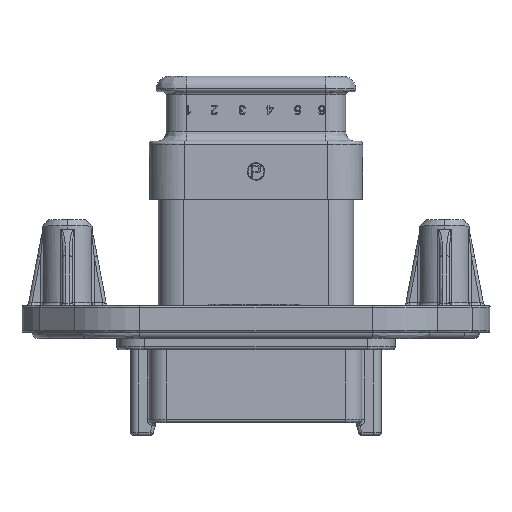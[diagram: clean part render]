
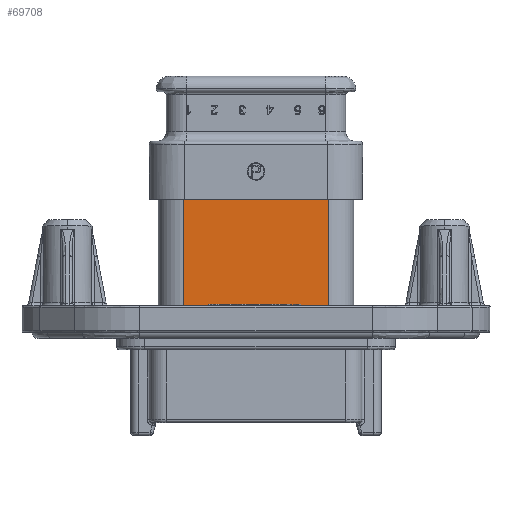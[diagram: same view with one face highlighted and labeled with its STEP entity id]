
A CAD part, top view. The second image highlights one B-rep face of the part: STEP entity #69708.
In plain terms, the highlighted planar face has unit normal (0, 0, 1).
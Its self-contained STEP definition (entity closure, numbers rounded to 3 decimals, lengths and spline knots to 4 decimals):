
#995 = AXIS2_PLACEMENT_3D ( 'NONE', #40145, #55285, #39165 ) ;
#3121 = DIRECTION ( 'NONE',  ( 0., 1., 0. ) ) ;
#4908 = EDGE_CURVE ( 'NONE', #75515, #33590, #87946, .T. ) ;
#5516 = ORIENTED_EDGE ( 'NONE', *, *, #66919, .F. ) ;
#9455 = CARTESIAN_POINT ( 'NONE',  ( -0.4587, 1.0076, 0.3563 ) ) ;
#14240 = EDGE_CURVE ( 'NONE', #70944, #33590, #69711, .T. ) ;
#14464 = ORIENTED_EDGE ( 'NONE', *, *, #4908, .F. ) ;
#14587 = VECTOR ( 'NONE', #3121, 39.3701 ) ;
#14878 = DIRECTION ( 'NONE',  ( 0., 1., 0. ) ) ;
#17147 = CARTESIAN_POINT ( 'NONE',  ( 0.4587, 1.9881, 0.3563 ) ) ;
#20534 = CARTESIAN_POINT ( 'NONE',  ( -0.4587, 1.9881, 0.3563 ) ) ;
#21999 = LINE ( 'NONE', #46231, #56265 ) ;
#22186 = EDGE_LOOP ( 'NONE', ( #24464, #34560, #14464, #5516 ) ) ;
#24464 = ORIENTED_EDGE ( 'NONE', *, *, #86953, .T. ) ;
#26191 = DIRECTION ( 'NONE',  ( -1., 0., 0. ) ) ;
#33590 = VERTEX_POINT ( 'NONE', #20534 ) ;
#34560 = ORIENTED_EDGE ( 'NONE', *, *, #14240, .T. ) ;
#35143 = CARTESIAN_POINT ( 'NONE',  ( 0.4587, 1.0118, 0.3563 ) ) ;
#37064 = FACE_OUTER_BOUND ( 'NONE', #22186, .T. ) ;
#39165 = DIRECTION ( 'NONE',  ( 1., 0., 0. ) ) ;
#40145 = CARTESIAN_POINT ( 'NONE',  ( 0.622, 0., 0.3563 ) ) ;
#45289 = DIRECTION ( 'NONE',  ( -1., 0., 0. ) ) ;
#46231 = CARTESIAN_POINT ( 'NONE',  ( 0.4587, 0., 0.3563 ) ) ;
#49110 = VERTEX_POINT ( 'NONE', #35143 ) ;
#55285 = DIRECTION ( 'NONE',  ( 0., 0., 1. ) ) ;
#56265 = VECTOR ( 'NONE', #14878, 39.3701 ) ;
#56369 = LINE ( 'NONE', #59153, #91942 ) ;
#59153 = CARTESIAN_POINT ( 'NONE',  ( 0., 1.0118, 0.3563 ) ) ;
#65161 = CARTESIAN_POINT ( 'NONE',  ( 0.4684, 1.9881, 0.3563 ) ) ;
#66919 = EDGE_CURVE ( 'NONE', #49110, #75515, #56369, .T. ) ;
#69708 = ADVANCED_FACE ( 'NONE', ( #37064 ), #78216, .T. ) ;
#69711 = LINE ( 'NONE', #65161, #74472 ) ;
#70944 = VERTEX_POINT ( 'NONE', #17147 ) ;
#74472 = VECTOR ( 'NONE', #26191, 39.3701 ) ;
#75515 = VERTEX_POINT ( 'NONE', #87277 ) ;
#78216 = PLANE ( 'NONE',  #995 ) ;
#86953 = EDGE_CURVE ( 'NONE', #49110, #70944, #21999, .T. ) ;
#87277 = CARTESIAN_POINT ( 'NONE',  ( -0.4587, 1.0118, 0.3563 ) ) ;
#87946 = LINE ( 'NONE', #9455, #14587 ) ;
#91942 = VECTOR ( 'NONE', #45289, 39.3701 ) ;
